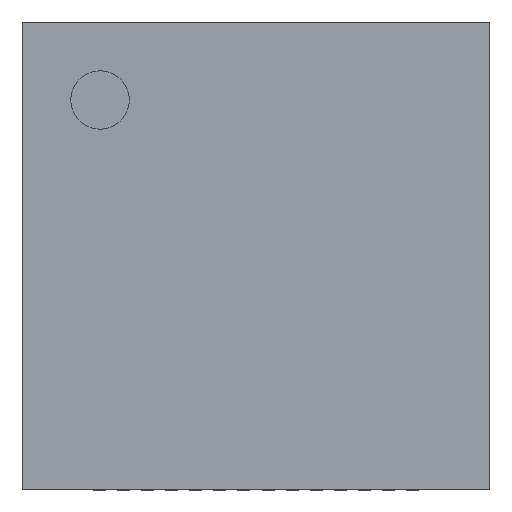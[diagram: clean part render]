
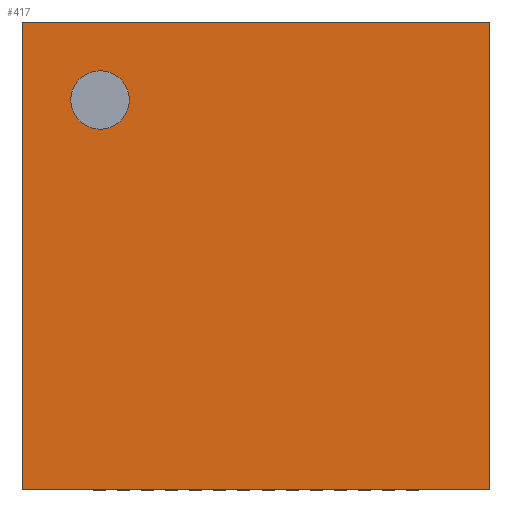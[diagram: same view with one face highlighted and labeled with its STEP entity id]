
A CAD part, top view. The second image highlights one B-rep face of the part: STEP entity #417.
In plain terms, the highlighted planar face has unit normal (0, 0, 1).
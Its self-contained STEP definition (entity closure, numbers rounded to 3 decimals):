
#353 = VERTEX_POINT('',#354);
#354 = CARTESIAN_POINT('',(0.,0.,0.9));
#369 = VERTEX_POINT('',#370);
#370 = CARTESIAN_POINT('',(0.,7.75,0.9));
#376 = EDGE_CURVE('',#353,#369,#377,.T.);
#377 = LINE('',#378,#379);
#378 = CARTESIAN_POINT('',(0.,0.,0.9));
#379 = VECTOR('',#380,1.);
#380 = DIRECTION('',(0.,1.,0.));
#399 = EDGE_CURVE('',#353,#400,#402,.T.);
#400 = VERTEX_POINT('',#401);
#401 = CARTESIAN_POINT('',(7.75,0.,0.9));
#402 = LINE('',#403,#404);
#403 = CARTESIAN_POINT('',(0.,0.,0.9));
#404 = VECTOR('',#405,1.);
#405 = DIRECTION('',(1.,0.,0.));
#417 = ADVANCED_FACE('',(#418,#436),#447,.T.);
#418 = FACE_BOUND('',#419,.T.);
#419 = EDGE_LOOP('',(#420,#421,#422,#430));
#420 = ORIENTED_EDGE('',*,*,#376,.F.);
#421 = ORIENTED_EDGE('',*,*,#399,.T.);
#422 = ORIENTED_EDGE('',*,*,#423,.T.);
#423 = EDGE_CURVE('',#400,#424,#426,.T.);
#424 = VERTEX_POINT('',#425);
#425 = CARTESIAN_POINT('',(7.75,7.75,0.9));
#426 = LINE('',#427,#428);
#427 = CARTESIAN_POINT('',(7.75,0.,0.9));
#428 = VECTOR('',#429,1.);
#429 = DIRECTION('',(0.,1.,0.));
#430 = ORIENTED_EDGE('',*,*,#431,.F.);
#431 = EDGE_CURVE('',#369,#424,#432,.T.);
#432 = LINE('',#433,#434);
#433 = CARTESIAN_POINT('',(0.,7.75,0.9));
#434 = VECTOR('',#435,1.);
#435 = DIRECTION('',(1.,0.,0.));
#436 = FACE_BOUND('',#437,.T.);
#437 = EDGE_LOOP('',(#438));
#438 = ORIENTED_EDGE('',*,*,#439,.F.);
#439 = EDGE_CURVE('',#440,#440,#442,.T.);
#440 = VERTEX_POINT('',#441);
#441 = CARTESIAN_POINT('',(1.776,6.458,0.9));
#442 = CIRCLE('',#443,0.484);
#443 = AXIS2_PLACEMENT_3D('',#444,#445,#446);
#444 = CARTESIAN_POINT('',(1.292,6.458,0.9));
#445 = DIRECTION('',(0.,0.,1.));
#446 = DIRECTION('',(1.,0.,0.));
#447 = PLANE('',#448);
#448 = AXIS2_PLACEMENT_3D('',#449,#450,#451);
#449 = CARTESIAN_POINT('',(0.,0.,0.9));
#450 = DIRECTION('',(0.,0.,1.));
#451 = DIRECTION('',(1.,0.,0.));
